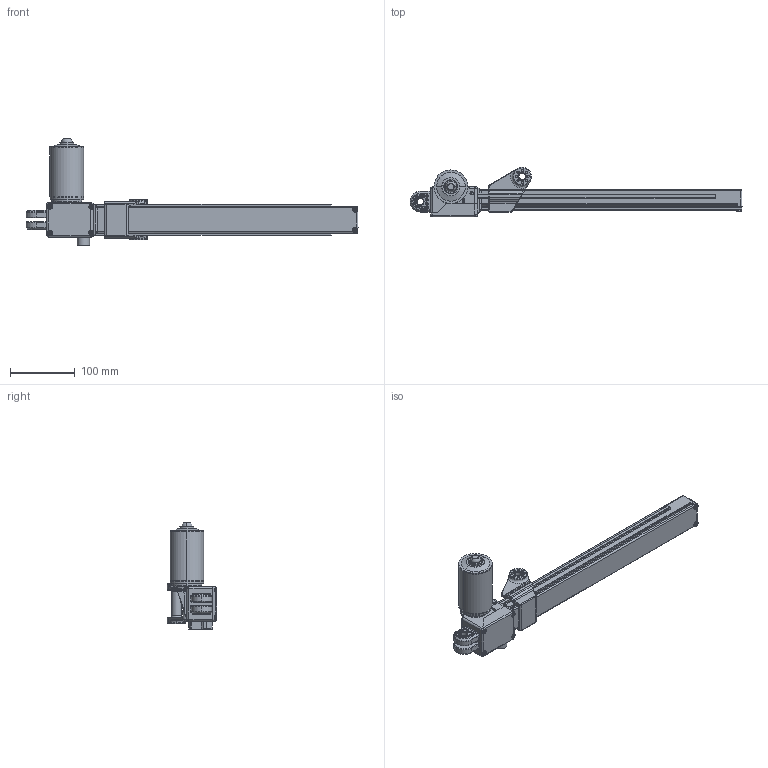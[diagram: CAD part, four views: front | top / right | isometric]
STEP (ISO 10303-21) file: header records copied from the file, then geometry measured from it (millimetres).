
FILE_DESCRIPTION (( 'STEP AP203' ), '1' );
FILE_NAME ('TA27-LPM10.STEP', '2018-01-15T02:36:24', ( '' ), ( '' ), 'SwSTEP 2.0', 'SolidWorks 2015', '' );
FILE_SCHEMA (( 'CONFIG_CONTROL_DESIGN' ));
Length unit declared in the file: millimetre
Products named in the file (1): TA27-LPM10
Bounding box: 512 x 76 x 165 mm (x, y, z)
Volume: 603240 mm3; surface area: 251084.4 mm2
Topology: 6 solids, 10 shells, 2284 faces, 5635 edges, 3385 vertices
Faces by surface type: plane 836, cylinder 695, torus 337, bspline 252, cone 129, sphere 35
Entity records: 76520 total; most frequent: CARTESIAN_POINT 24733, ORIENTED_EDGE 11118, DIRECTION 10553, EDGE_CURVE 5559, AXIS2_PLACEMENT_3D 3956, VERTEX_POINT 3380, LINE 2641, VECTOR 2641
